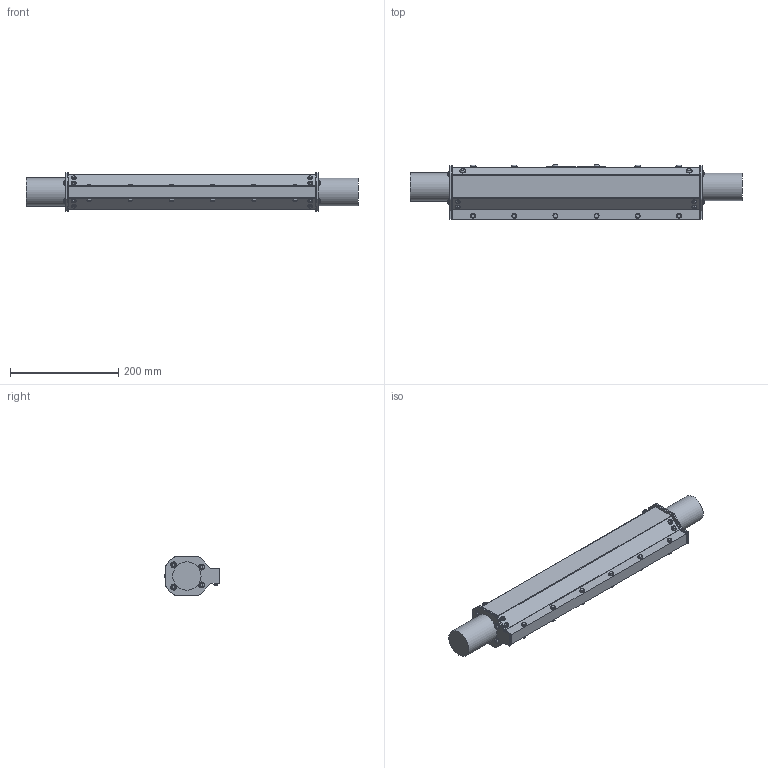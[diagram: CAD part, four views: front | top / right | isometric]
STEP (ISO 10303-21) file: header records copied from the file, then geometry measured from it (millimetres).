
FILE_DESCRIPTION(/* description */ (''),/* implementation_level */ '2;1');
FILE_NAME(/* name */ 'MA22xxxxxx018 DUMMY.stp',/* time_stamp */ '2018-02-13T10:13:20-05:00',/* author */ ('James'),/* organization */ (''),/* preprocessor_version */ 'ST-DEVELOPER v16.5',/* originating_system */ 'Autodesk Inventor 2017',/* authorisation */ '');
FILE_SCHEMA (('AUTOMOTIVE_DESIGN { 1 0 10303 214 3 1 1 }'));
Length unit declared in the file: inch
Products named in the file (1): MA22xxxxxx018 DUMMY
Bounding box: 614.38 x 101.23 x 71.12 mm (x, y, z)
Volume: 2529424.3 mm3; surface area: 171442.3 mm2
Topology: 1 solids, 1 shells, 513 faces, 1141 edges, 741 vertices
Faces by surface type: plane 225, cylinder 130, cone 114, sphere 26, bspline 12, torus 6
Full cylindrical faces by diameter (mm): 7.6 x8, 9 x20, 9.5 x12, 10.5 x6, 11 x18, 50.8 x1, 52.451 x1
Entity records: 27377 total; most frequent: CARTESIAN_POINT 16604, DIRECTION 2178, ORIENTED_EDGE 2048, EDGE_CURVE 1024, AXIS2_PLACEMENT_3D 916, EDGE_LOOP 702, VERTEX_POINT 702, FACE_OUTER_BOUND 513
